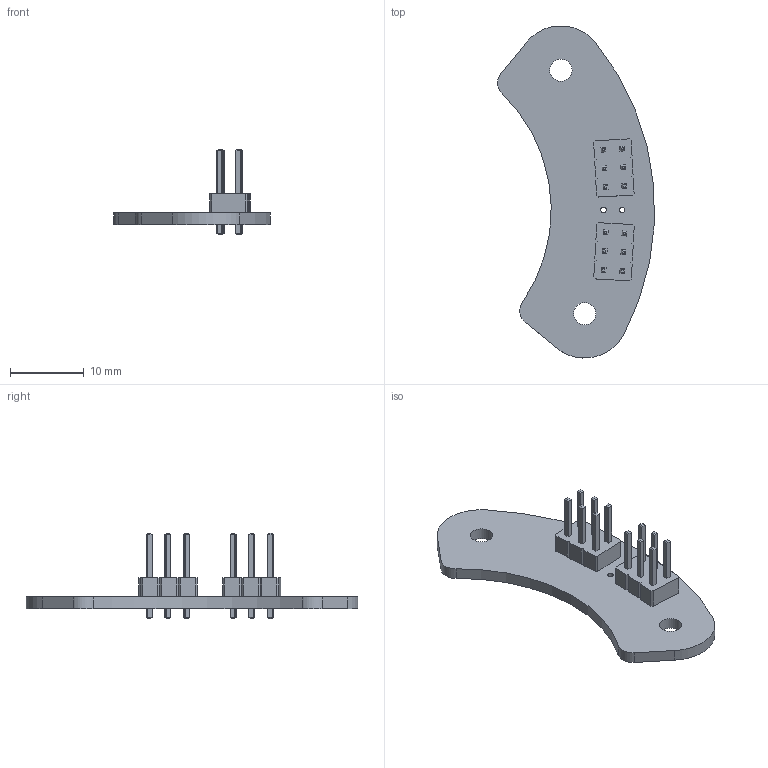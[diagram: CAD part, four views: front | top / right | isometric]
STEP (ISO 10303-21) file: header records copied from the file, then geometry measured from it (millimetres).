
FILE_DESCRIPTION(('KiCad electronic assembly'),'2;1');
FILE_NAME('universal_hall_pcb_v2.7.step','2021-10-25T20:08:44',('Pcbnew' ),('Kicad'),'Open CASCADE STEP processor 7.5', 'KiCad to STEP converter','Unknown');
FILE_SCHEMA(('AUTOMOTIVE_DESIGN { 1 0 10303 214 1 1 1 1 }'));
Length unit declared in the file: millimetre
Products named in the file (4): universal_hall_pcb_v2.7 1; PinHeader_2x03_P2.54mm_Vertical; SOLID; universal_hall_pcb_v2.7 PCB
Assembly tree (4 placements, depth 3):
  universal_hall_pcb_v2.7 1
    PinHeader_2x03_P2.54mm_Vertical  x2
      SOLID
    universal_hall_pcb_v2.7 PCB
Bounding box: 21.22 x 44.9 x 11.54 mm (x, y, z)
Volume: 1183.9 mm3; surface area: 2011.1 mm2
Topology: 3 solids, 3 shells, 286 faces, 672 edges, 416 vertices
Faces by surface type: bspline 260, cylinder 22, plane 4
Full cylindrical faces by diameter (mm): 0.75 x2, 1 x12, 3 x2
Entity records: 9398 total; most frequent: CARTESIAN_POINT 2799, B_SPLINE_CURVE_WITH_KNOTS 900, ORIENTED_EDGE 744, PCURVE 744, DEFINITIONAL_REPRESENTATION 744, EDGE_CURVE 372, SURFACE_CURVE 356, DIRECTION 322
